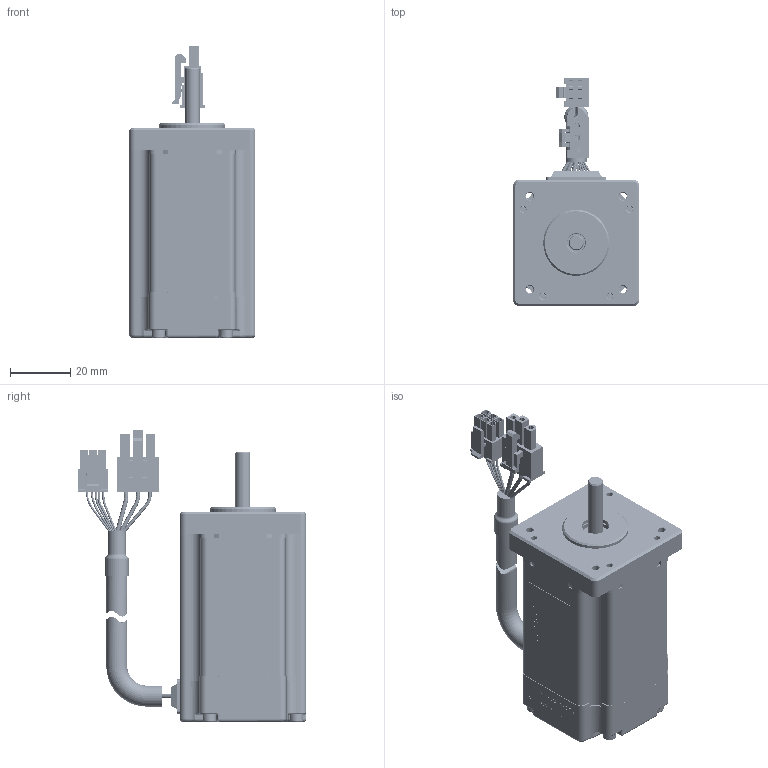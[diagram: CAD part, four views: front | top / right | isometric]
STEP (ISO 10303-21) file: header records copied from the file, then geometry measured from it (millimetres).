
FILE_DESCRIPTION((''),'2;1');
FILE_NAME('4611130001066_ASM_ASM','2020-01-14T16:04:24',('TQ00207'),(''),'CREO PARAMETRIC BY PTC INC, 2018100','CREO PARAMETRIC BY PTC INC, 2018100','');
FILE_SCHEMA(('CONFIG_CONTROL_DESIGN'));
Products named in the file (28): 4613101100074_1_1_2_3_4_5_6_7; 4613101100077_1_1_2_3_4_5_6_7; 4613101100077_AF0_1_1_2_3_4_5_7; 4613101100077_AF1_1_1_2_3_4_5_7; 4613102000270_ASM_2_1_2_3_4_ASM; 4613102100256_ASM_2_1_2_3_4_ASM; 4631101000082_1_1_2_3_4_5_6_7; 4613104001867_ASM_3_1_2_3_4_ASM; 3698154000176_1_1_2_3_4_5_6_7; HARNESS_1_1_2_3_4_5_6_7_8_9__12; 4718405000822_1_1_2_3_4_5_6__12; 4718405002144_1_1_2_3_4_5_6__12; HARNESS_ASM_1_1_2_3_4_5_6_7_ASM; 4713120001748_ASM_1_1_2_3_4_5_7_ASM; 4613103003513_ASM_3_1_2_3_4_ASM; 4219121200345_AF0_10_1; 4219121301000_ASM_9_1_ASM; 4332101101259_6_1; 4613107000001_ASM_3_1_2_3_4_ASM; 4613107103898_ASM_3_1_2_3_4_ASM; 4331101000129_1_1_2_3_4_5_6_7; 4613108001328_ASM_3_1_2_3_4_ASM; 4294404000452_1_1_2_3_4_5_6_7; QIANDUANGAI_2_1_2_3_4_5_6_7; 00_6; BIAOQIAN_2_1_2_3_4_5_6_7_8_9_14; 4611130000001_ASM_7_1_2_3_4_ASM; 4611130001066_ASM_ASM
Assembly tree (126 placements, depth 7):
  4611130001066_ASM_ASM
    4611130000001_ASM_7_1_2_3_4_ASM
      4613103003513_ASM_3_1_2_3_4_ASM
        4613104001867_ASM_3_1_2_3_4_ASM
          4613102100256_ASM_2_1_2_3_4_ASM
            4613102000270_ASM_2_1_2_3_4_ASM
              4613101100074_1_1_2_3_4_5_6_7  x92
              4613101100077_1_1_2_3_4_5_6_7  x4
              4613101100077_AF0_1_1_2_3_4_5_7
              4613101100077_AF1_1_1_2_3_4_5_7
          4631101000082_1_1_2_3_4_5_6_7
        4713120001748_ASM_1_1_2_3_4_5_7_ASM
          3698154000176_1_1_2_3_4_5_6_7
          HARNESS_ASM_1_1_2_3_4_5_6_7_ASM
            HARNESS_1_1_2_3_4_5_6_7_8_9__12
            4718405000822_1_1_2_3_4_5_6__12
            4718405002144_1_1_2_3_4_5_6__12
      4219121301000_ASM_9_1_ASM
        4219121200345_AF0_10_1
      4613108001328_ASM_3_1_2_3_4_ASM
        4613107103898_ASM_3_1_2_3_4_ASM
          4613107000001_ASM_3_1_2_3_4_ASM
            4332101101259_6_1
        4331101000129_1_1_2_3_4_5_6_7  x2
      4294404000452_1_1_2_3_4_5_6_7  x5
      QIANDUANGAI_2_1_2_3_4_5_6_7
      00_6
      BIAOQIAN_2_1_2_3_4_5_6_7_8_9_14
Bounding box: 42.2 x 75.92 x 97.2 mm (x, y, z)
Volume: 80743.2 mm3; surface area: 269297.4 mm2
Topology: 114 solids, 119 shells, 13607 faces, 35304 edges, 23468 vertices
Faces by surface type: plane 10691, cylinder 2424, torus 166, cone 116, sphere 112, bspline 54, extrusion 44
Entity records: 88759 total; most frequent: CARTESIAN_POINT 23772, ORIENTED_EDGE 13658, DIRECTION 12853, EDGE_CURVE 6831, VECTOR 5187, LINE 5143, VERTEX_POINT 4509, AXIS2_PLACEMENT_3D 3833
